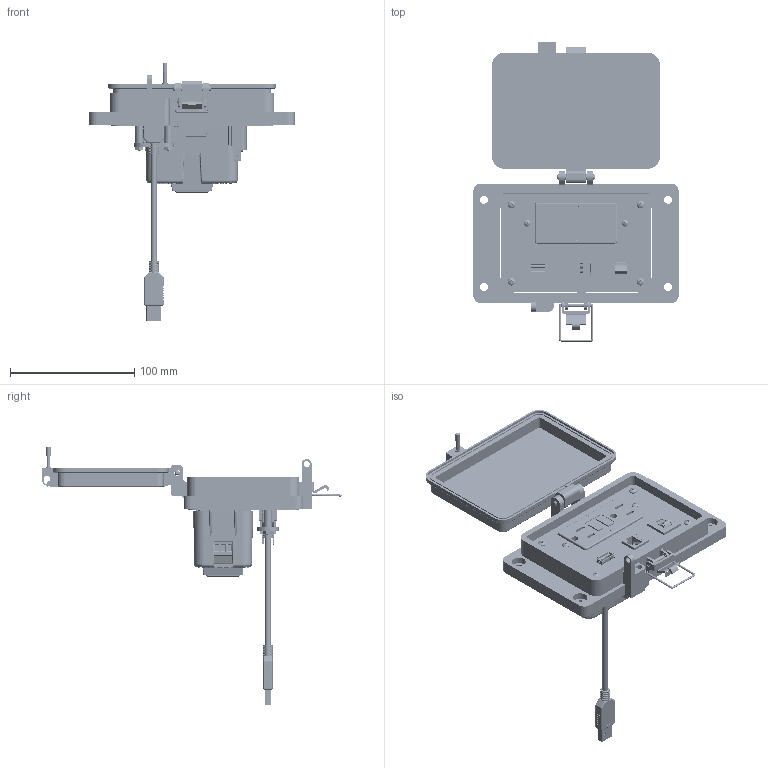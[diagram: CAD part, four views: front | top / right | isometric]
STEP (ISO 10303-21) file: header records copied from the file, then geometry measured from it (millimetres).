
FILE_DESCRIPTION (( 'STEP AP203' ), '1' );
FILE_NAME ('P-P11R33-M3RF5_3D.STEP', '2022-01-11T17:15:32', ( '' ), ( '' ), 'SwSTEP 2.0', 'SolidWorks 2021', '' );
FILE_SCHEMA (( 'CONFIG_CONTROL_DESIGN' ));
Length unit declared in the file: millimetre
Products named in the file (23): Z-200-OTLT-GFIH-15A_sheared; Z-200-OTLT-RIOF-15A_WOE; Z-120-RIOF-SHELL_WOE; R33; P-P11R33-M3RF5_3D; Z-300-RJ45C5SH; 92005A124_METRIC PAN HEAD PHILLIPS MACHINE SCREW_92005A124; RF_WOE; Z-001-SPR_1-1_4; P11; Z-000-4243316TFP; Z-000-440112FH_90273A119; P-P11R33-M3RF5_TP120_2; Z-000-4-201_2PPHPLST_90380A110; P-P11R33-M3RF5_FP060_1; Z-CB-SM; P-P11R33-M3RF5_BP180_1; P-P11R33-M3RF5_TP060_1; Z-H-M3_B; Z-002-4401_4HN_90675A005; Z-020-3047; CBX; -M3
Assembly tree (30 placements, depth 4):
  P-P11R33-M3RF5_3D
    -M3
      Z-H-M3_B
    P-P11R33-M3RF5_BP180_1
    P-P11R33-M3RF5_FP060_1
    P-P11R33-M3RF5_TP060_1
    P-P11R33-M3RF5_TP120_2
    Z-000-4243316TFP  x2
    P11
      Z-020-3047
    Z-000-440112FH_90273A119  x2
    Z-001-SPR_1-1_4  x2
    Z-002-4401_4HN_90675A005  x2
    R33
      Z-300-RJ45C5SH
    CBX
      Z-CB-SM
    RF_WOE
      Z-200-OTLT-RIOF-15A_WOE
        Z-120-RIOF-SHELL_WOE
        Z-200-OTLT-GFIH-15A_sheared
    Z-000-4-201_2PPHPLST_90380A110  x2
    92005A124_METRIC PAN HEAD PHILLIPS MACHINE SCREW_92005A124  x4
Bounding box: 164.96 x 240.59 x 206.58 mm (x, y, z)
Volume: 371981 mm3; surface area: 226062.5 mm2
Topology: 57 solids, 63 shells, 7572 faces, 20246 edges, 12939 vertices
Faces by surface type: plane 3046, cylinder 2752, bspline 1399, cone 236, torus 77, sphere 62
Entity records: 272639 total; most frequent: CARTESIAN_POINT 122454, ORIENTED_EDGE 34212, DIRECTION 25557, EDGE_CURVE 17106, VERTEX_POINT 10897, VECTOR 9913, LINE 9913, AXIS2_PLACEMENT_3D 7822
